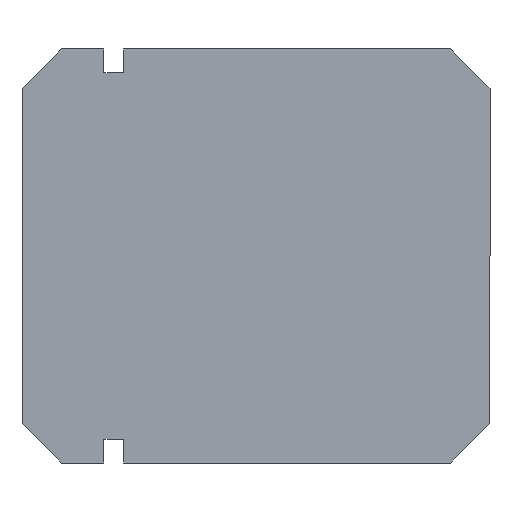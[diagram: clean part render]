
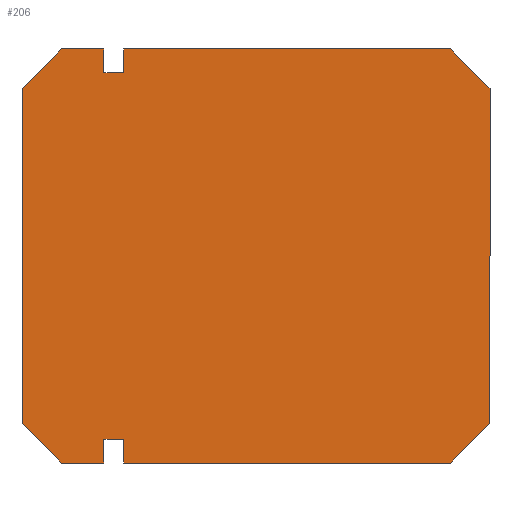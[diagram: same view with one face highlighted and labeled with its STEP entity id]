
A CAD part, left-side view. The second image highlights one B-rep face of the part: STEP entity #206.
In plain terms, the highlighted planar face has unit normal (-1, 0, 0).
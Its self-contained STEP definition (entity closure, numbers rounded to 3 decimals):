
#5 = DIRECTION ( 'NONE',  ( 0., 1., 0. ) ) ;
#15 = EDGE_CURVE ( 'NONE', #411, #137, #254, .T. ) ;
#16 = ORIENTED_EDGE ( 'NONE', *, *, #169, .T. ) ;
#18 = VECTOR ( 'NONE', #537, 1000. ) ;
#28 = ORIENTED_EDGE ( 'NONE', *, *, #95, .F. ) ;
#29 = CARTESIAN_POINT ( 'NONE',  ( -1.5, 155., 211. ) ) ;
#35 = ORIENTED_EDGE ( 'NONE', *, *, #264, .T. ) ;
#37 = CARTESIAN_POINT ( 'NONE',  ( -1.5, 135., -211. ) ) ;
#38 = EDGE_LOOP ( 'NONE', ( #16, #281, #294, #28, #45, #267, #595, #526, #456, #59, #313, #179, #35, #139, #389, #104 ) ) ;
#43 = DIRECTION ( 'NONE',  ( 0., 0., -1. ) ) ;
#44 = LINE ( 'NONE', #154, #401 ) ;
#45 = ORIENTED_EDGE ( 'NONE', *, *, #465, .T. ) ;
#59 = ORIENTED_EDGE ( 'NONE', *, *, #15, .T. ) ;
#62 = LINE ( 'NONE', #355, #77 ) ;
#73 = VERTEX_POINT ( 'NONE', #417 ) ;
#77 = VECTOR ( 'NONE', #5, 1000. ) ;
#80 = CARTESIAN_POINT ( 'NONE',  ( -1.5, 198.5, -211. ) ) ;
#83 = LINE ( 'NONE', #37, #349 ) ;
#89 = DIRECTION ( 'NONE',  ( 0., 0., 1. ) ) ;
#95 = EDGE_CURVE ( 'NONE', #327, #379, #170, .T. ) ;
#99 = VECTOR ( 'NONE', #43, 1000. ) ;
#101 = LINE ( 'NONE', #249, #150 ) ;
#104 = ORIENTED_EDGE ( 'NONE', *, *, #627, .F. ) ;
#111 = VERTEX_POINT ( 'NONE', #163 ) ;
#114 = CARTESIAN_POINT ( 'NONE',  ( -1.5, -238.5, 211. ) ) ;
#118 = DIRECTION ( 'NONE',  ( 0., -1., 0. ) ) ;
#127 = EDGE_CURVE ( 'NONE', #532, #435, #373, .T. ) ;
#128 = DIRECTION ( 'NONE',  ( 0., 0., -1. ) ) ;
#132 = VECTOR ( 'NONE', #562, 1000. ) ;
#137 = VERTEX_POINT ( 'NONE', #317 ) ;
#139 = ORIENTED_EDGE ( 'NONE', *, *, #442, .F. ) ;
#147 = CARTESIAN_POINT ( 'NONE',  ( -1.5, -238.5, 171. ) ) ;
#150 = VECTOR ( 'NONE', #344, 1000. ) ;
#153 = VERTEX_POINT ( 'NONE', #167 ) ;
#154 = CARTESIAN_POINT ( 'NONE',  ( -1.5, 155., 187. ) ) ;
#163 = CARTESIAN_POINT ( 'NONE',  ( -1.5, -198.5, -211. ) ) ;
#167 = CARTESIAN_POINT ( 'NONE',  ( -1.5, 135., -211. ) ) ;
#169 = EDGE_CURVE ( 'NONE', #73, #506, #438, .T. ) ;
#170 = LINE ( 'NONE', #323, #568 ) ;
#179 = ORIENTED_EDGE ( 'NONE', *, *, #370, .F. ) ;
#193 = LINE ( 'NONE', #494, #99 ) ;
#197 = CARTESIAN_POINT ( 'NONE',  ( -1.5, 135., 187. ) ) ;
#198 = EDGE_CURVE ( 'NONE', #569, #210, #236, .T. ) ;
#203 = CARTESIAN_POINT ( 'NONE',  ( -1.5, 155., -187. ) ) ;
#205 = CARTESIAN_POINT ( 'NONE',  ( -1.5, 155., -211. ) ) ;
#206 = ADVANCED_FACE ( 'NONE', ( #378 ), #333, .F. ) ;
#210 = VERTEX_POINT ( 'NONE', #80 ) ;
#233 = VERTEX_POINT ( 'NONE', #479 ) ;
#236 = LINE ( 'NONE', #609, #361 ) ;
#245 = VECTOR ( 'NONE', #478, 1000. ) ;
#249 = CARTESIAN_POINT ( 'NONE',  ( -1.5, 198.5, 211. ) ) ;
#250 = DIRECTION ( 'NONE',  ( 0., 1., 0. ) ) ;
#254 = LINE ( 'NONE', #203, #495 ) ;
#264 = EDGE_CURVE ( 'NONE', #111, #233, #287, .T. ) ;
#267 = ORIENTED_EDGE ( 'NONE', *, *, #449, .F. ) ;
#275 = EDGE_CURVE ( 'NONE', #137, #153, #83, .T. ) ;
#278 = LINE ( 'NONE', #29, #427 ) ;
#281 = ORIENTED_EDGE ( 'NONE', *, *, #325, .T. ) ;
#287 = LINE ( 'NONE', #483, #617 ) ;
#290 = CARTESIAN_POINT ( 'NONE',  ( -1.5, 135., 211. ) ) ;
#294 = ORIENTED_EDGE ( 'NONE', *, *, #348, .T. ) ;
#303 = VECTOR ( 'NONE', #118, 1000. ) ;
#306 = EDGE_CURVE ( 'NONE', #339, #411, #353, .T. ) ;
#313 = ORIENTED_EDGE ( 'NONE', *, *, #275, .T. ) ;
#317 = CARTESIAN_POINT ( 'NONE',  ( -1.5, 135., -187. ) ) ;
#323 = CARTESIAN_POINT ( 'NONE',  ( -1.5, -238.5, 211. ) ) ;
#325 = EDGE_CURVE ( 'NONE', #506, #428, #44, .T. ) ;
#327 = VERTEX_POINT ( 'NONE', #499 ) ;
#333 = PLANE ( 'NONE',  #448 ) ;
#339 = VERTEX_POINT ( 'NONE', #457 ) ;
#340 = DIRECTION ( 'NONE',  ( 1., 0., 0. ) ) ;
#344 = DIRECTION ( 'NONE',  ( 0., 0.707, -0.707 ) ) ;
#348 = EDGE_CURVE ( 'NONE', #428, #379, #278, .T. ) ;
#349 = VECTOR ( 'NONE', #492, 1000. ) ;
#353 = LINE ( 'NONE', #205, #18 ) ;
#355 = CARTESIAN_POINT ( 'NONE',  ( -1.5, -238.5, -211. ) ) ;
#361 = VECTOR ( 'NONE', #488, 1000. ) ;
#365 = CARTESIAN_POINT ( 'NONE',  ( -1.5, -238.5, 171. ) ) ;
#370 = EDGE_CURVE ( 'NONE', #111, #153, #603, .T. ) ;
#373 = LINE ( 'NONE', #365, #516 ) ;
#378 = FACE_OUTER_BOUND ( 'NONE', #38, .T. ) ;
#379 = VERTEX_POINT ( 'NONE', #387 ) ;
#381 = CARTESIAN_POINT ( 'NONE',  ( -1.5, -238.5, -211. ) ) ;
#387 = CARTESIAN_POINT ( 'NONE',  ( -1.5, 155., 211. ) ) ;
#389 = ORIENTED_EDGE ( 'NONE', *, *, #127, .T. ) ;
#397 = CARTESIAN_POINT ( 'NONE',  ( -1.5, -198.5, 211. ) ) ;
#401 = VECTOR ( 'NONE', #250, 1000. ) ;
#409 = DIRECTION ( 'NONE',  ( 0., -1., 0. ) ) ;
#411 = VERTEX_POINT ( 'NONE', #539 ) ;
#417 = CARTESIAN_POINT ( 'NONE',  ( -1.5, 135., 211. ) ) ;
#427 = VECTOR ( 'NONE', #611, 1000. ) ;
#428 = VERTEX_POINT ( 'NONE', #441 ) ;
#435 = VERTEX_POINT ( 'NONE', #397 ) ;
#438 = LINE ( 'NONE', #290, #245 ) ;
#441 = CARTESIAN_POINT ( 'NONE',  ( -1.5, 155., 187. ) ) ;
#442 = EDGE_CURVE ( 'NONE', #532, #233, #193, .T. ) ;
#448 = AXIS2_PLACEMENT_3D ( 'NONE', #529, #340, #128 ) ;
#449 = EDGE_CURVE ( 'NONE', #569, #468, #588, .T. ) ;
#451 = VECTOR ( 'NONE', #89, 1000. ) ;
#456 = ORIENTED_EDGE ( 'NONE', *, *, #306, .T. ) ;
#457 = CARTESIAN_POINT ( 'NONE',  ( -1.5, 155., -211. ) ) ;
#465 = EDGE_CURVE ( 'NONE', #327, #468, #101, .T. ) ;
#468 = VERTEX_POINT ( 'NONE', #590 ) ;
#478 = DIRECTION ( 'NONE',  ( 0., 0., -1. ) ) ;
#479 = CARTESIAN_POINT ( 'NONE',  ( -1.5, -238.5, -171. ) ) ;
#483 = CARTESIAN_POINT ( 'NONE',  ( -1.5, -198.5, -211. ) ) ;
#488 = DIRECTION ( 'NONE',  ( 0., -0.707, -0.707 ) ) ;
#492 = DIRECTION ( 'NONE',  ( 0., 0., -1. ) ) ;
#494 = CARTESIAN_POINT ( 'NONE',  ( -1.5, -238.5, -211. ) ) ;
#495 = VECTOR ( 'NONE', #409, 1000. ) ;
#499 = CARTESIAN_POINT ( 'NONE',  ( -1.5, 198.5, 211. ) ) ;
#506 = VERTEX_POINT ( 'NONE', #197 ) ;
#516 = VECTOR ( 'NONE', #564, 1000. ) ;
#526 = ORIENTED_EDGE ( 'NONE', *, *, #586, .F. ) ;
#529 = CARTESIAN_POINT ( 'NONE',  ( -1.5, 0., 0. ) ) ;
#532 = VERTEX_POINT ( 'NONE', #147 ) ;
#537 = DIRECTION ( 'NONE',  ( 0., 0., 1. ) ) ;
#539 = CARTESIAN_POINT ( 'NONE',  ( -1.5, 155., -187. ) ) ;
#546 = CARTESIAN_POINT ( 'NONE',  ( -1.5, 238.5, -171. ) ) ;
#560 = LINE ( 'NONE', #114, #303 ) ;
#562 = DIRECTION ( 'NONE',  ( 0., 1., 0. ) ) ;
#564 = DIRECTION ( 'NONE',  ( 0., 0.707, 0.707 ) ) ;
#568 = VECTOR ( 'NONE', #599, 1000. ) ;
#569 = VERTEX_POINT ( 'NONE', #546 ) ;
#578 = DIRECTION ( 'NONE',  ( 0., -0.707, 0.707 ) ) ;
#583 = CARTESIAN_POINT ( 'NONE',  ( -1.5, 238.5, -211. ) ) ;
#586 = EDGE_CURVE ( 'NONE', #339, #210, #62, .T. ) ;
#588 = LINE ( 'NONE', #583, #451 ) ;
#590 = CARTESIAN_POINT ( 'NONE',  ( -1.5, 238.5, 171. ) ) ;
#595 = ORIENTED_EDGE ( 'NONE', *, *, #198, .T. ) ;
#599 = DIRECTION ( 'NONE',  ( 0., -1., 0. ) ) ;
#603 = LINE ( 'NONE', #381, #132 ) ;
#609 = CARTESIAN_POINT ( 'NONE',  ( -1.5, 238.5, -171. ) ) ;
#611 = DIRECTION ( 'NONE',  ( 0., 0., 1. ) ) ;
#617 = VECTOR ( 'NONE', #578, 1000. ) ;
#627 = EDGE_CURVE ( 'NONE', #73, #435, #560, .T. ) ;
